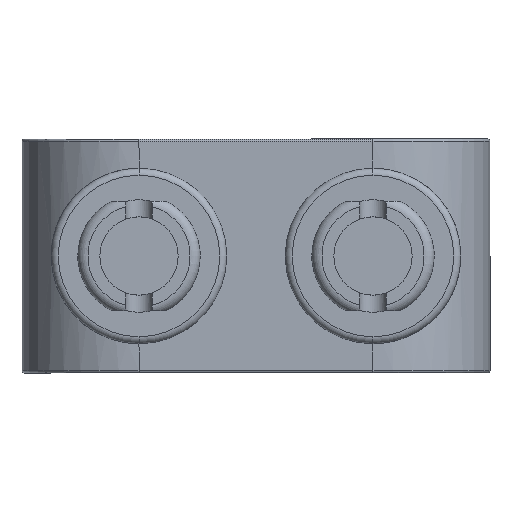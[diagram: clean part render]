
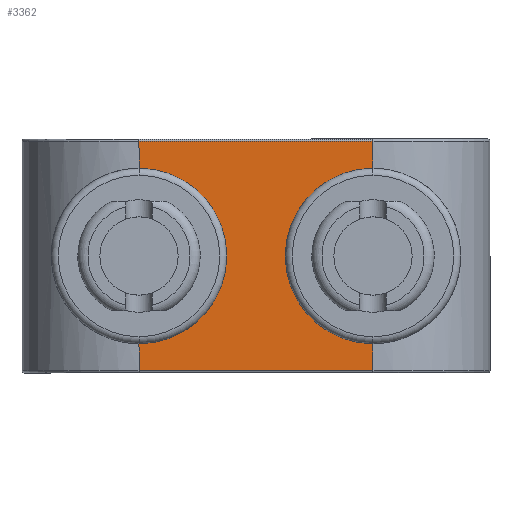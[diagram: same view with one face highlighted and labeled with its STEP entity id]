
A CAD part, front view. The second image highlights one B-rep face of the part: STEP entity #3362.
In plain terms, the highlighted planar face has unit normal (0, -1, 0).
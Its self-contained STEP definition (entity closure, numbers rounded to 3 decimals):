
#114 = EDGE_CURVE ( 'NONE', #9543, #8830, #13075, .T. ) ;
#1048 = ORIENTED_EDGE ( 'NONE', *, *, #9200, .F. ) ;
#1251 = CIRCLE ( 'NONE', #9001, 3.75 ) ;
#1313 = DIRECTION ( 'NONE',  ( 0., -1., 0. ) ) ;
#1691 = ORIENTED_EDGE ( 'NONE', *, *, #2146, .T. ) ;
#1727 = VECTOR ( 'NONE', #1857, 1000. ) ;
#1857 = DIRECTION ( 'NONE',  ( 0., 0., -1. ) ) ;
#2039 = CARTESIAN_POINT ( 'NONE',  ( -10., 5.025, 0. ) ) ;
#2085 = ORIENTED_EDGE ( 'NONE', *, *, #9639, .F. ) ;
#2146 = EDGE_CURVE ( 'NONE', #10701, #13526, #3397, .T. ) ;
#2157 = CARTESIAN_POINT ( 'NONE',  ( 0., 5.025, 3.75 ) ) ;
#2403 = CARTESIAN_POINT ( 'NONE',  ( 0., 5.025, 0. ) ) ;
#2411 = VERTEX_POINT ( 'NONE', #13651 ) ;
#2436 = DIRECTION ( 'NONE',  ( 1., 0., 0. ) ) ;
#2495 = VERTEX_POINT ( 'NONE', #6915 ) ;
#2552 = LINE ( 'NONE', #4645, #5068 ) ;
#2782 = EDGE_CURVE ( 'NONE', #13526, #2495, #5108, .T. ) ;
#3001 = CARTESIAN_POINT ( 'NONE',  ( -10., 5.025, 0. ) ) ;
#3316 = ORIENTED_EDGE ( 'NONE', *, *, #5062, .F. ) ;
#3362 = ADVANCED_FACE ( 'NONE', ( #6769 ), #6697, .T. ) ;
#3397 = CIRCLE ( 'NONE', #7621, 3.75 ) ;
#3516 = CARTESIAN_POINT ( 'NONE',  ( 0., 5.025, 0. ) ) ;
#3862 = CARTESIAN_POINT ( 'NONE',  ( -10., 5.025, -3.75 ) ) ;
#4068 = ORIENTED_EDGE ( 'NONE', *, *, #5872, .T. ) ;
#4645 = CARTESIAN_POINT ( 'NONE',  ( 0.035, 5.025, 4.9 ) ) ;
#4892 = CARTESIAN_POINT ( 'NONE',  ( 0., 5.025, 4.9 ) ) ;
#4904 = VECTOR ( 'NONE', #9330, 1000. ) ;
#5045 = LINE ( 'NONE', #9995, #11003 ) ;
#5062 = EDGE_CURVE ( 'NONE', #12515, #9543, #2552, .T. ) ;
#5068 = VECTOR ( 'NONE', #13213, 1000. ) ;
#5108 = LINE ( 'NONE', #3001, #4904 ) ;
#5146 = AXIS2_PLACEMENT_3D ( 'NONE', #2403, #1313, #5537 ) ;
#5225 = CARTESIAN_POINT ( 'NONE',  ( -10., 5.025, 3.75 ) ) ;
#5537 = DIRECTION ( 'NONE',  ( 0., 0., 1. ) ) ;
#5683 = DIRECTION ( 'NONE',  ( 0., 0., -1. ) ) ;
#5872 = EDGE_CURVE ( 'NONE', #12515, #10701, #10336, .T. ) ;
#6026 = VERTEX_POINT ( 'NONE', #10733 ) ;
#6187 = LINE ( 'NONE', #10513, #9892 ) ;
#6256 = DIRECTION ( 'NONE',  ( 1., 0., 0. ) ) ;
#6550 = ORIENTED_EDGE ( 'NONE', *, *, #114, .F. ) ;
#6697 = PLANE ( 'NONE',  #5146 ) ;
#6769 = FACE_OUTER_BOUND ( 'NONE', #10911, .T. ) ;
#6915 = CARTESIAN_POINT ( 'NONE',  ( -10., 5.025, -4.9 ) ) ;
#7244 = DIRECTION ( 'NONE',  ( -1., 0., 0. ) ) ;
#7379 = DIRECTION ( 'NONE',  ( 0., 1., 0. ) ) ;
#7621 = AXIS2_PLACEMENT_3D ( 'NONE', #2039, #7379, #6256 ) ;
#7790 = DIRECTION ( 'NONE',  ( 0., 1., 0. ) ) ;
#7802 = ORIENTED_EDGE ( 'NONE', *, *, #2782, .T. ) ;
#8416 = CARTESIAN_POINT ( 'NONE',  ( -10., 5.025, 4.9 ) ) ;
#8639 = VECTOR ( 'NONE', #5683, 1000. ) ;
#8830 = VERTEX_POINT ( 'NONE', #2157 ) ;
#9001 = AXIS2_PLACEMENT_3D ( 'NONE', #11969, #7790, #2436 ) ;
#9200 = EDGE_CURVE ( 'NONE', #2411, #6026, #5045, .T. ) ;
#9208 = CARTESIAN_POINT ( 'NONE',  ( -10., 5.025, 0. ) ) ;
#9330 = DIRECTION ( 'NONE',  ( 0., 0., -1. ) ) ;
#9543 = VERTEX_POINT ( 'NONE', #4892 ) ;
#9639 = EDGE_CURVE ( 'NONE', #6026, #2495, #6187, .T. ) ;
#9778 = EDGE_CURVE ( 'NONE', #2411, #8830, #1251, .T. ) ;
#9892 = VECTOR ( 'NONE', #7244, 1000. ) ;
#9919 = DIRECTION ( 'NONE',  ( 0., 0., -1. ) ) ;
#9995 = CARTESIAN_POINT ( 'NONE',  ( 0., 5.025, 0. ) ) ;
#10336 = LINE ( 'NONE', #9208, #1727 ) ;
#10513 = CARTESIAN_POINT ( 'NONE',  ( 0.035, 5.025, -4.9 ) ) ;
#10701 = VERTEX_POINT ( 'NONE', #5225 ) ;
#10733 = CARTESIAN_POINT ( 'NONE',  ( 0., 5.025, -4.9 ) ) ;
#10911 = EDGE_LOOP ( 'NONE', ( #4068, #1691, #7802, #2085, #1048, #10977, #6550, #3316 ) ) ;
#10977 = ORIENTED_EDGE ( 'NONE', *, *, #9778, .T. ) ;
#11003 = VECTOR ( 'NONE', #9919, 1000. ) ;
#11969 = CARTESIAN_POINT ( 'NONE',  ( 0., 5.025, 0. ) ) ;
#12515 = VERTEX_POINT ( 'NONE', #8416 ) ;
#13075 = LINE ( 'NONE', #3516, #8639 ) ;
#13213 = DIRECTION ( 'NONE',  ( 1., 0., 0. ) ) ;
#13526 = VERTEX_POINT ( 'NONE', #3862 ) ;
#13651 = CARTESIAN_POINT ( 'NONE',  ( 0., 5.025, -3.75 ) ) ;
